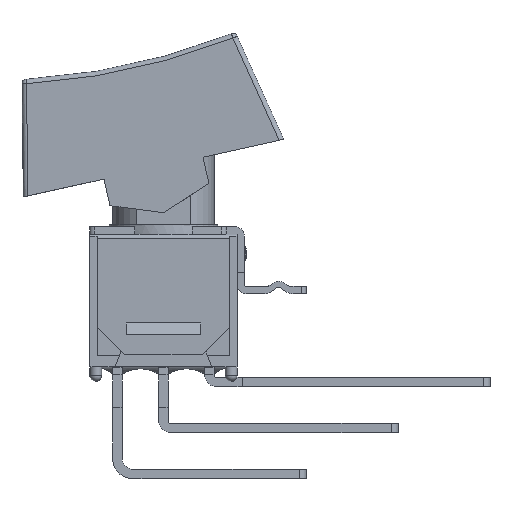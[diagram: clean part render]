
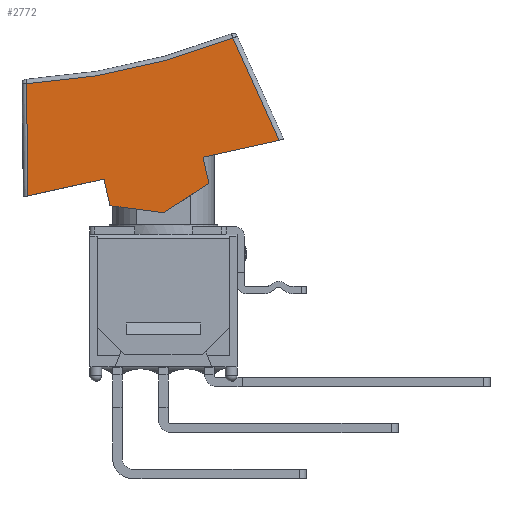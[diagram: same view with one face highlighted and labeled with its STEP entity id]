
A CAD part, front view. The second image highlights one B-rep face of the part: STEP entity #2772.
In plain terms, the highlighted planar face has unit normal (0, -1, 0).
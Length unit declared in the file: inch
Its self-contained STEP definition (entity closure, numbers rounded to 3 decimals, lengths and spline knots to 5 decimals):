
#2072=CARTESIAN_POINT('',(0.15129,-0.15,0.71516));
#2073=VERTEX_POINT('',#2072);
#2098=CARTESIAN_POINT('',(-0.2976,-0.15,0.61564));
#2099=VERTEX_POINT('',#2098);
#2140=CARTESIAN_POINT('',(-0.38381,-0.15,2.06668));
#2141=DIRECTION('',(0.0,-1.0,0.0));
#2142=DIRECTION('',(0.216,0.0,-0.976));
#2143=AXIS2_PLACEMENT_3D('',#2140,#2141,#2142);
#2144=CIRCLE('',#2143,1.45359);
#2145=EDGE_CURVE('',#2099,#2073,#2144,.T.);
#2197=CARTESIAN_POINT('',(-0.29474,-0.15,0.37171));
#2198=VERTEX_POINT('',#2197);
#2206=CARTESIAN_POINT('',(-0.29474,-0.15,0.37171));
#2207=DIRECTION('',(-0.012,0.0,1.));
#2208=VECTOR('',#2207,0.24395);
#2209=LINE('',#2206,#2208);
#2210=EDGE_CURVE('',#2198,#2099,#2209,.T.);
#2249=CARTESIAN_POINT('',(0.2518,-0.15,0.49288));
#2250=VERTEX_POINT('',#2249);
#2267=CARTESIAN_POINT('',(0.15129,-0.15,0.71516));
#2268=DIRECTION('',(0.412,0.0,-0.911));
#2269=VECTOR('',#2268,0.24395);
#2270=LINE('',#2267,#2269);
#2271=EDGE_CURVE('',#2073,#2250,#2270,.T.);
#2380=CARTESIAN_POINT('',(-0.1291,-0.15,0.40843));
#2381=VERTEX_POINT('',#2380);
#2388=CARTESIAN_POINT('',(-0.1291,-0.15,0.40843));
#2389=DIRECTION('',(-0.976,0.0,-0.216));
#2390=VECTOR('',#2389,0.16967);
#2391=LINE('',#2388,#2390);
#2392=EDGE_CURVE('',#2381,#2198,#2391,.T.);
#2607=CARTESIAN_POINT('',(-0.11631,-0.15,0.35078));
#2608=VERTEX_POINT('',#2607);
#2615=CARTESIAN_POINT('',(-0.11631,-0.15,0.35078));
#2616=DIRECTION('',(-0.216,0.0,0.976));
#2617=VECTOR('',#2616,0.05906);
#2618=LINE('',#2615,#2617);
#2619=EDGE_CURVE('',#2608,#2381,#2618,.T.);
#2639=CARTESIAN_POINT('',(0.,-0.15,0.33543));
#2640=VERTEX_POINT('',#2639);
#2647=CARTESIAN_POINT('',(0.,-0.15,0.33543));
#2648=DIRECTION('',(-0.991,0.0,0.131));
#2649=VECTOR('',#2648,0.11732);
#2650=LINE('',#2647,#2649);
#2651=EDGE_CURVE('',#2640,#2608,#2650,.T.);
#2669=CARTESIAN_POINT('',(0.09893,-0.15,0.3985));
#2670=VERTEX_POINT('',#2669);
#2677=CARTESIAN_POINT('',(0.09893,-0.15,0.3985));
#2678=DIRECTION('',(-0.843,0.0,-0.538));
#2679=VECTOR('',#2678,0.11732);
#2680=LINE('',#2677,#2679);
#2681=EDGE_CURVE('',#2670,#2640,#2680,.T.);
#2693=CARTESIAN_POINT('',(0.08615,-0.15,0.45615));
#2694=VERTEX_POINT('',#2693);
#2701=CARTESIAN_POINT('',(0.08615,-0.15,0.45615));
#2702=DIRECTION('',(0.216,0.0,-0.976));
#2703=VECTOR('',#2702,0.05906);
#2704=LINE('',#2701,#2703);
#2705=EDGE_CURVE('',#2694,#2670,#2704,.T.);
#2717=CARTESIAN_POINT('',(0.2518,-0.15,0.49288));
#2718=DIRECTION('',(-0.976,0.0,-0.216));
#2719=VECTOR('',#2718,0.16967);
#2720=LINE('',#2717,#2719);
#2721=EDGE_CURVE('',#2250,#2694,#2720,.T.);
#2756=CARTESIAN_POINT('',(-0.29694,-0.15,0.25229));
#2757=DIRECTION('',(0.0,1.0,0.0));
#2758=DIRECTION('',(0.0,0.0,1.0));
#2759=AXIS2_PLACEMENT_3D('',#2756,#2757,#2758);
#2760=PLANE('',#2759);
#2761=ORIENTED_EDGE('',*,*,#2210,.F.);
#2762=ORIENTED_EDGE('',*,*,#2392,.F.);
#2763=ORIENTED_EDGE('',*,*,#2619,.F.);
#2764=ORIENTED_EDGE('',*,*,#2651,.F.);
#2765=ORIENTED_EDGE('',*,*,#2681,.F.);
#2766=ORIENTED_EDGE('',*,*,#2705,.F.);
#2767=ORIENTED_EDGE('',*,*,#2721,.F.);
#2768=ORIENTED_EDGE('',*,*,#2271,.F.);
#2769=ORIENTED_EDGE('',*,*,#2145,.F.);
#2770=EDGE_LOOP('',(#2761,#2762,#2763,#2764,#2765,#2766,#2767,#2768,#2769));
#2771=FACE_OUTER_BOUND('',#2770,.T.);
#2772=ADVANCED_FACE('',(#2771),#2760,.F.);
